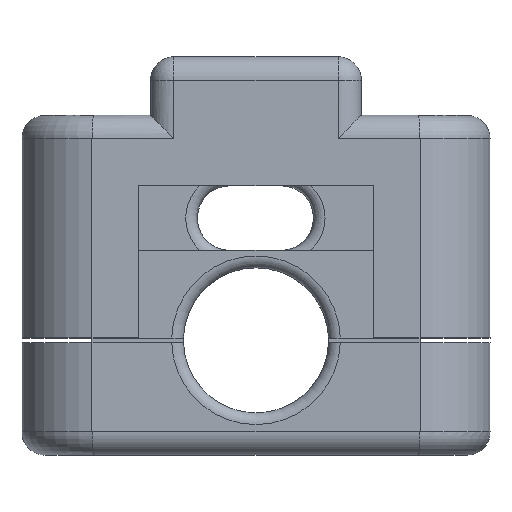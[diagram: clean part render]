
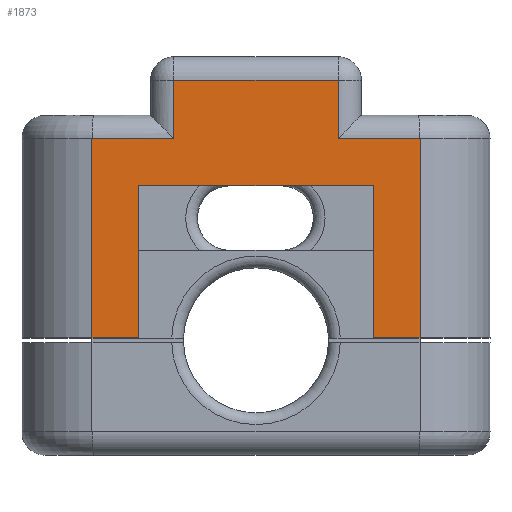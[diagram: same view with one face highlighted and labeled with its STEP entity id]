
A CAD part, top view. The second image highlights one B-rep face of the part: STEP entity #1873.
In plain terms, the highlighted planar face has unit normal (0, 0, 1).
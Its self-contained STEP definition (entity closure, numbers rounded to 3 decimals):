
#70=PLANE('',#2084);
#182=FACE_OUTER_BOUND('',#298,.T.);
#298=EDGE_LOOP('',(#1519,#1520,#1521,#1522,#1523,#1524,#1525,#1526,#1527,
#1528,#1529,#1530));
#565=LINE('',#3311,#699);
#567=LINE('',#3317,#701);
#568=LINE('',#3322,#702);
#571=LINE('',#3328,#705);
#572=LINE('',#3330,#706);
#573=LINE('',#3332,#707);
#574=LINE('',#3334,#708);
#575=LINE('',#3336,#709);
#576=LINE('',#3338,#710);
#577=LINE('',#3340,#711);
#578=LINE('',#3342,#712);
#579=LINE('',#3343,#713);
#699=VECTOR('',#2530,10.);
#701=VECTOR('',#2536,10.);
#702=VECTOR('',#2541,10.);
#705=VECTOR('',#2548,10.);
#706=VECTOR('',#2549,10.);
#707=VECTOR('',#2550,10.);
#708=VECTOR('',#2551,10.);
#709=VECTOR('',#2552,10.);
#710=VECTOR('',#2553,10.);
#711=VECTOR('',#2554,10.);
#712=VECTOR('',#2555,10.);
#713=VECTOR('',#2556,10.);
#834=VERTEX_POINT('',#3261);
#838=VERTEX_POINT('',#3269);
#850=VERTEX_POINT('',#3313);
#853=VERTEX_POINT('',#3320);
#854=VERTEX_POINT('',#3327);
#855=VERTEX_POINT('',#3329);
#856=VERTEX_POINT('',#3331);
#857=VERTEX_POINT('',#3333);
#858=VERTEX_POINT('',#3335);
#859=VERTEX_POINT('',#3337);
#860=VERTEX_POINT('',#3339);
#861=VERTEX_POINT('',#3341);
#1083=EDGE_CURVE('',#834,#838,#565,.T.);
#1086=EDGE_CURVE('',#838,#850,#567,.T.);
#1088=EDGE_CURVE('',#853,#834,#568,.T.);
#1091=EDGE_CURVE('',#850,#854,#571,.T.);
#1092=EDGE_CURVE('',#855,#853,#572,.T.);
#1093=EDGE_CURVE('',#855,#856,#573,.T.);
#1094=EDGE_CURVE('',#856,#857,#574,.T.);
#1095=EDGE_CURVE('',#858,#857,#575,.T.);
#1096=EDGE_CURVE('',#859,#858,#576,.T.);
#1097=EDGE_CURVE('',#859,#860,#577,.T.);
#1098=EDGE_CURVE('',#860,#861,#578,.T.);
#1099=EDGE_CURVE('',#854,#861,#579,.T.);
#1519=ORIENTED_EDGE('',*,*,#1091,.F.);
#1520=ORIENTED_EDGE('',*,*,#1086,.F.);
#1521=ORIENTED_EDGE('',*,*,#1083,.F.);
#1522=ORIENTED_EDGE('',*,*,#1088,.F.);
#1523=ORIENTED_EDGE('',*,*,#1092,.F.);
#1524=ORIENTED_EDGE('',*,*,#1093,.T.);
#1525=ORIENTED_EDGE('',*,*,#1094,.T.);
#1526=ORIENTED_EDGE('',*,*,#1095,.F.);
#1527=ORIENTED_EDGE('',*,*,#1096,.F.);
#1528=ORIENTED_EDGE('',*,*,#1097,.T.);
#1529=ORIENTED_EDGE('',*,*,#1098,.T.);
#1530=ORIENTED_EDGE('',*,*,#1099,.F.);
#1873=ADVANCED_FACE('',(#182),#70,.T.);
#2084=AXIS2_PLACEMENT_3D('',#3326,#2546,#2547);
#2530=DIRECTION('',(1.,0.,0.));
#2536=DIRECTION('',(0.,-1.,0.));
#2541=DIRECTION('',(0.,1.,0.));
#2546=DIRECTION('center_axis',(0.,0.,1.));
#2547=DIRECTION('ref_axis',(-1.,0.,0.));
#2548=DIRECTION('',(1.,0.,0.));
#2549=DIRECTION('',(1.,0.,0.));
#2550=DIRECTION('',(0.,-1.,0.));
#2551=DIRECTION('',(1.,0.,0.));
#2552=DIRECTION('',(0.,-1.,0.));
#2553=DIRECTION('',(-1.,0.,0.));
#2554=DIRECTION('',(0.,-1.,0.));
#2555=DIRECTION('',(1.,0.,0.));
#2556=DIRECTION('',(0.,-1.,0.));
#3261=CARTESIAN_POINT('',(-7.,3.,4.));
#3269=CARTESIAN_POINT('',(7.,3.,4.));
#3311=CARTESIAN_POINT('',(7.,3.,4.));
#3313=CARTESIAN_POINT('',(7.,-2.,4.));
#3317=CARTESIAN_POINT('',(7.,0.,4.));
#3320=CARTESIAN_POINT('',(-7.,-2.,4.));
#3322=CARTESIAN_POINT('',(-7.,0.,4.));
#3326=CARTESIAN_POINT('Origin',(14.,0.,4.));
#3327=CARTESIAN_POINT('',(14.,-2.,4.));
#3328=CARTESIAN_POINT('',(7.,-2.,4.));
#3329=CARTESIAN_POINT('',(-14.,-2.,4.));
#3330=CARTESIAN_POINT('',(7.,-2.,4.));
#3331=CARTESIAN_POINT('',(-14.,-19.,4.));
#3332=CARTESIAN_POINT('',(-14.,0.,4.));
#3333=CARTESIAN_POINT('',(-10.,-19.,4.));
#3334=CARTESIAN_POINT('',(-20.,-19.,4.));
#3335=CARTESIAN_POINT('',(-10.,-6.,4.));
#3336=CARTESIAN_POINT('',(-10.,0.,4.));
#3337=CARTESIAN_POINT('',(10.,-6.,4.));
#3338=CARTESIAN_POINT('',(-14.,-6.,4.));
#3339=CARTESIAN_POINT('',(10.,-19.,4.));
#3340=CARTESIAN_POINT('',(10.,0.,4.));
#3341=CARTESIAN_POINT('',(14.,-19.,4.));
#3342=CARTESIAN_POINT('',(-20.,-19.,4.));
#3343=CARTESIAN_POINT('',(14.,0.,4.));
